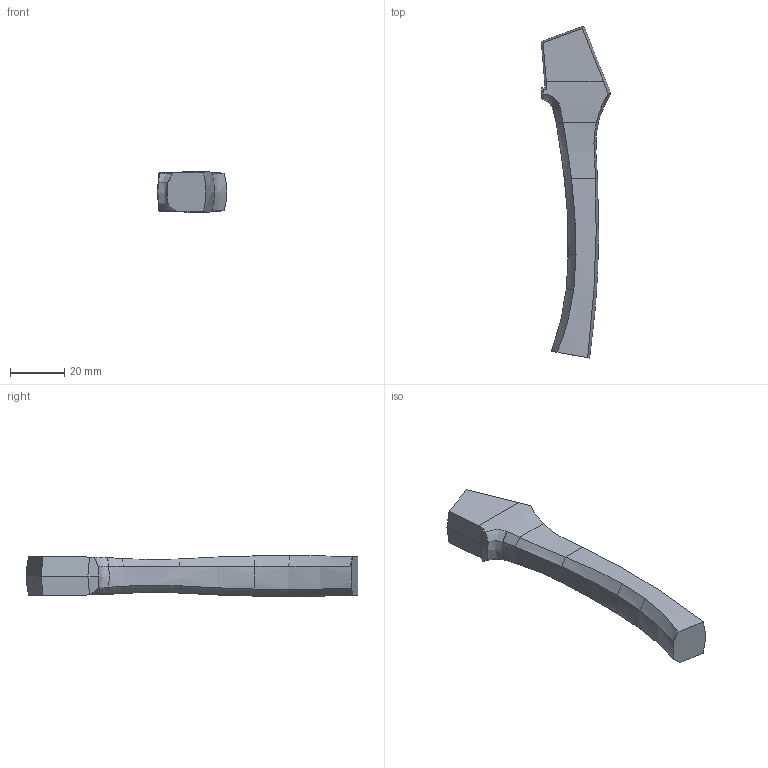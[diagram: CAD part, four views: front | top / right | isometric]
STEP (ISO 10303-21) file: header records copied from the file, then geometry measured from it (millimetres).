
FILE_DESCRIPTION(/* description */ (''),/* implementation_level */ '2;1');
FILE_NAME(/* name */ 'cabo lamina rtw v1.step',/* time_stamp */ '2022-09-16T16:13:10-04:00',/* author */ (''),/* organization */ (''),/* preprocessor_version */ 'ST-DEVELOPER v19',/* originating_system */ 'Autodesk Translation Framework v11.7.0.108',/* authorisation */ '');
FILE_SCHEMA (('AUTOMOTIVE_DESIGN { 1 0 10303 214 3 1 1 }'));
Length unit declared in the file: millimetre
Products named in the file (1): cabo lamina rtw
Bounding box: 25.53 x 122.09 x 15 mm (x, y, z)
Volume: 21992.6 mm3; surface area: 6595.9 mm2
Topology: 1 solids, 1 shells, 37 faces, 102 edges, 67 vertices
Faces by surface type: bspline 20, plane 11, cylinder 6
Entity records: 2090 total; most frequent: CARTESIAN_POINT 1295, ORIENTED_EDGE 204, EDGE_CURVE 102, DIRECTION 86, VERTEX_POINT 67, B_SPLINE_CURVE_WITH_KNOTS 66, FACE_OUTER_BOUND 37, EDGE_LOOP 37
